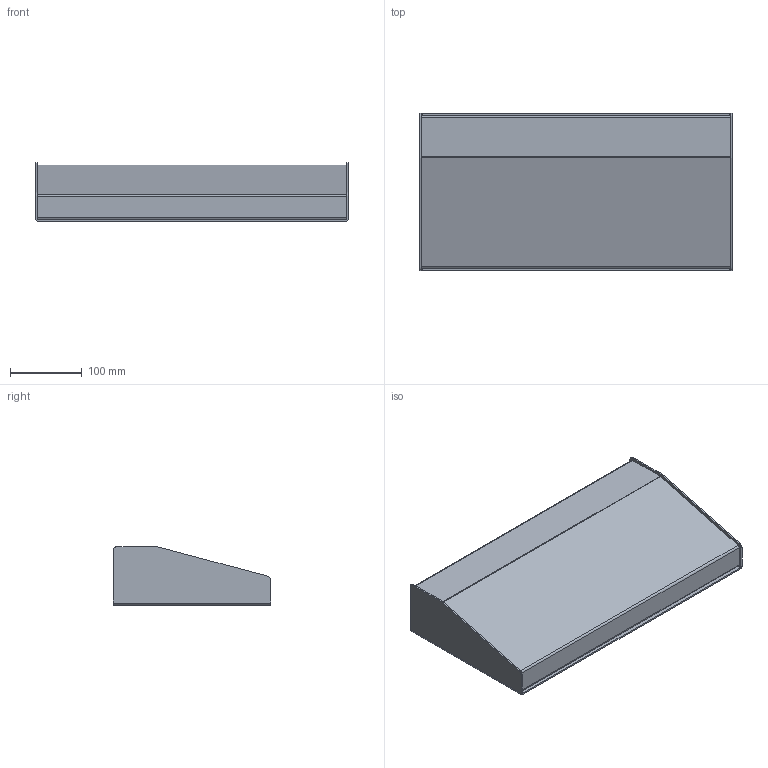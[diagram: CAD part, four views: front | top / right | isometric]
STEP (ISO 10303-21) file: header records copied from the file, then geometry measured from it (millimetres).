
FILE_DESCRIPTION((''),'2;1');
FILE_NAME('1456RH3.stp','2008-03-19T14:44:25',('rboehler'),(''),'Autodesk Inventor 2008','Autodesk Inventor 2008','');
FILE_SCHEMA(('AUTOMOTIVE_DESIGN { 1 0 10303 214 1 1 1 1 }'));
Length unit declared in the file: millimetre
Products named in the file (3): 1456RH3; 1; 2
Assembly tree (2 placements, depth 2):
  1456RH3
    1
    2
Bounding box: 434.82 x 218.67 x 81.43 mm (x, y, z)
Volume: 547740.3 mm3; surface area: 547030.7 mm2
Topology: 2 solids, 2 shells, 362 faces, 1088 edges, 730 vertices
Faces by surface type: plane 324, cylinder 38
Full cylindrical faces by diameter (mm): 2.794 x10, 4.343 x6, 4.801 x4
Entity records: 12292 total; most frequent: CARTESIAN_POINT 2137, ORIENTED_EDGE 2108, DIRECTION 1864, EDGE_CURVE 1054, VECTOR 978, LINE 978, VERTEX_POINT 716, EDGE_LOOP 570
